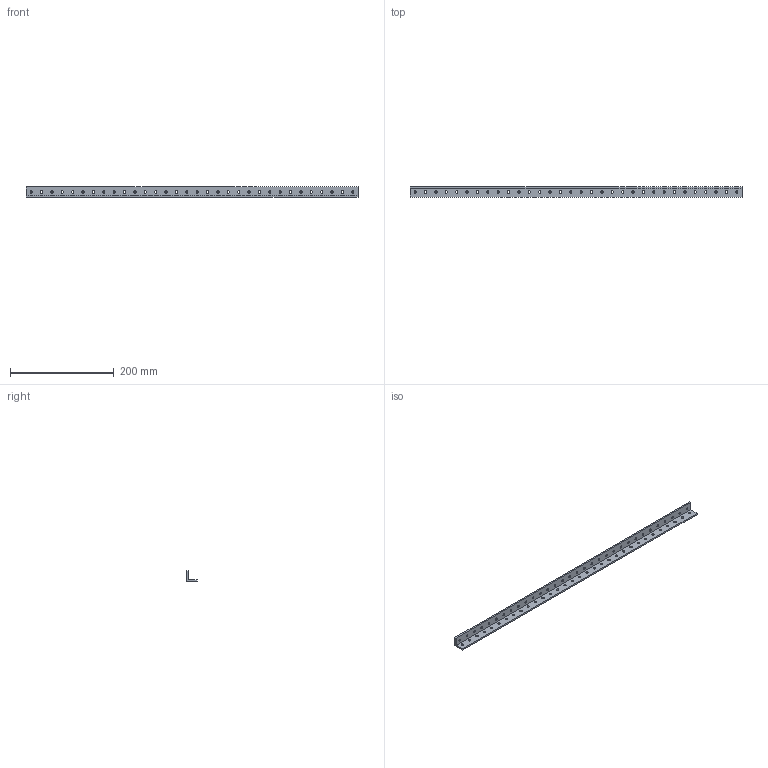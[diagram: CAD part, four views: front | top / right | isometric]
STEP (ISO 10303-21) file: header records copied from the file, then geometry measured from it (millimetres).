
FILE_DESCRIPTION(('STEP AP214'),'1');
FILE_NAME('tmp0.stp','2013-03-10T08:54:09',(' '),(' '),'XStep 1.0',' ',' ');
FILE_SCHEMA(('automotive_design'));
Length unit declared in the file: millimetre
Products named in the file (1): 1
Bounding box: 640 x 20 x 20 mm (x, y, z)
Volume: 67986.4 mm3; surface area: 52100.6 mm2
Topology: 1 solids, 1 shells, 136 faces, 402 edges, 268 vertices
Faces by surface type: cylinder 128, plane 8
Entity records: 6070 total; most frequent: DIRECTION 932, CARTESIAN_POINT 807, ORIENTED_EDGE 804, EDGE_CURVE 402, AXIS2_PLACEMENT_3D 393, VERTEX_POINT 268, EDGE_LOOP 264, CIRCLE 256
